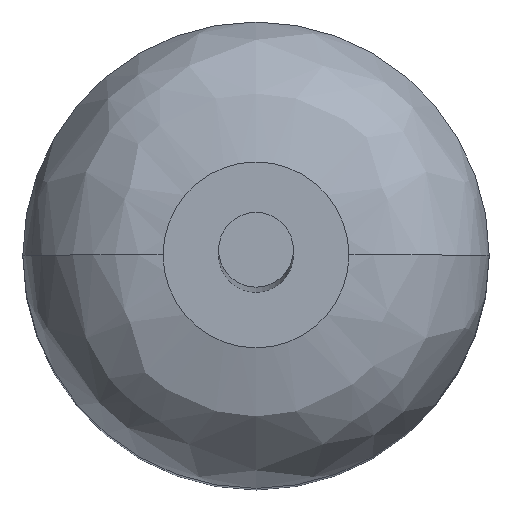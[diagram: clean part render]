
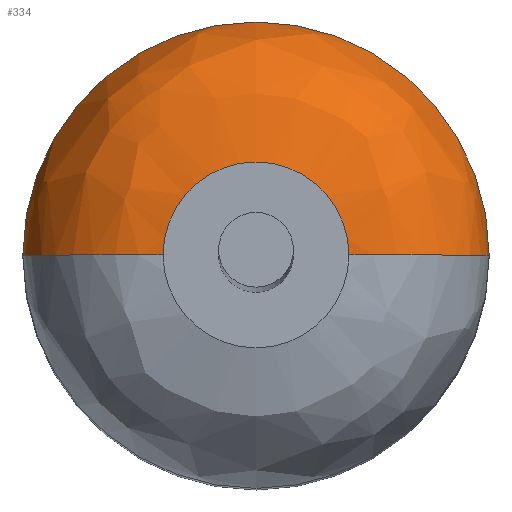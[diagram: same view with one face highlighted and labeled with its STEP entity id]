
A CAD part, top view. The second image highlights one B-rep face of the part: STEP entity #334.
In plain terms, the highlighted free-form (B-spline) face has degree [3, 3] with [7, 4] control points.
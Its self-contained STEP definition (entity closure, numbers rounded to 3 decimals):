
#62=CARTESIAN_POINT('',(0.,0.,5.205));
#63=DIRECTION('',(0.,0.,1.));
#64=DIRECTION('',(1.,0.,0.));
#65=AXIS2_PLACEMENT_3D('',#62,#63,#64);
#67=CARTESIAN_POINT('',(-0.795,0.,4.005));
#68=DIRECTION('',(0.,-1.,0.));
#69=DIRECTION('',(0.,0.,1.));
#70=AXIS2_PLACEMENT_3D('',#67,#68,#69);
#72=CARTESIAN_POINT('',(0.795,0.,4.005));
#73=DIRECTION('',(0.,1.,0.));
#74=DIRECTION('',(0.,0.,1.));
#75=AXIS2_PLACEMENT_3D('',#72,#73,#74);
#77=CARTESIAN_POINT('',(0.,0.,4.005));
#78=DIRECTION('',(0.,0.,1.));
#79=DIRECTION('',(1.,0.,0.));
#80=AXIS2_PLACEMENT_3D('',#77,#78,#79);
#141=CARTESIAN_POINT('',(-0.795,0.,5.205));
#142=CARTESIAN_POINT('',(0.795,0.,5.205));
#143=VERTEX_POINT('',#141);
#144=VERTEX_POINT('',#142);
#145=CARTESIAN_POINT('',(-1.995,0.,4.005));
#146=CARTESIAN_POINT('',(1.995,0.,4.005));
#147=VERTEX_POINT('',#145);
#148=VERTEX_POINT('',#146);
#298=CARTESIAN_POINT('',(1.99,-0.125,3.967));
#299=CARTESIAN_POINT('',(2.014,-0.127,4.705));
#300=CARTESIAN_POINT('',(1.492,-0.094,5.228));
#301=CARTESIAN_POINT('',(0.756,-0.048,
5.204));
#302=CARTESIAN_POINT('',(2.068,1.1,3.967));
#303=CARTESIAN_POINT('',(2.092,1.112,4.705));
#304=CARTESIAN_POINT('',(1.55,0.825,5.228));
#305=CARTESIAN_POINT('',(0.785,0.418,5.204));
#306=CARTESIAN_POINT('',(1.227,1.994,3.967));
#307=CARTESIAN_POINT('',(1.242,2.018,4.705));
#308=CARTESIAN_POINT('',(0.92,1.495,5.228));
#309=CARTESIAN_POINT('',(0.466,0.757,5.204));
#310=CARTESIAN_POINT('',(0.,1.994,3.967));
#311=CARTESIAN_POINT('',(0.,2.018,4.705));
#312=CARTESIAN_POINT('',(0.,1.495,5.228));
#313=CARTESIAN_POINT('',(0.,0.757,
5.204));
#314=CARTESIAN_POINT('',(-1.227,1.994,3.967));
#315=CARTESIAN_POINT('',(-1.242,2.018,4.705));
#316=CARTESIAN_POINT('',(-0.92,1.495,5.228));
#317=CARTESIAN_POINT('',(-0.466,0.757,
5.204));
#318=CARTESIAN_POINT('',(-2.068,1.1,3.967));
#319=CARTESIAN_POINT('',(-2.092,1.112,4.705));
#320=CARTESIAN_POINT('',(-1.55,0.825,5.228));
#321=CARTESIAN_POINT('',(-0.785,0.418,
5.204));
#322=CARTESIAN_POINT('',(-1.99,-0.125,
3.967));
#323=CARTESIAN_POINT('',(-2.014,-0.127,
4.705));
#324=CARTESIAN_POINT('',(-1.492,-0.094,
5.228));
#325=CARTESIAN_POINT('',(-0.756,-0.048,
5.204));
#326=(BOUNDED_SURFACE()B_SPLINE_SURFACE(3,3,((#298,#299,#300,#301),(#302,#303,
#304,#305),(#306,#307,#308,#309),(#310,#311,#312,#313),(#314,#315,#316,#317),(
#318,#319,#320,#321),(#322,#323,#324,#325)),.UNSPECIFIED.,.F.,.F.,.F.)B_SPLINE_SURFACE_WITH_KNOTS((4,3,4),(4,4),(0.,1.,2.),(0.,1.),.UNSPECIFIED.)GEOMETRIC_REPRESENTATION_ITEM()RATIONAL_B_SPLINE_SURFACE(((1.41,
1.113,1.113,1.41),(1.113,
0.879,0.879,1.113),(1.113,
0.879,0.879,1.113),(1.41,
1.113,1.113,1.41),(1.113,
0.879,0.879,1.113),(1.113,
0.879,0.879,1.113),(1.41,
1.113,1.113,1.41)))REPRESENTATION_ITEM('')SURFACE());
#327=ORIENTED_EDGE('',*,*,#250,.T.);
#328=ORIENTED_EDGE('',*,*,#293,.T.);
#330=ORIENTED_EDGE('',*,*,#329,.F.);
#331=ORIENTED_EDGE('',*,*,#289,.F.);
#332=EDGE_LOOP('',(#327,#328,#330,#331));
#333=FACE_OUTER_BOUND('',#332,.F.);
#66=CIRCLE('',#65,0.795);
#71=CIRCLE('',#70,1.2);
#76=CIRCLE('',#75,1.2);
#81=CIRCLE('',#80,1.995);
#250=EDGE_CURVE('',#144,#143,#66,.T.);
#289=EDGE_CURVE('',#144,#148,#76,.T.);
#293=EDGE_CURVE('',#143,#147,#71,.T.);
#329=EDGE_CURVE('',#148,#147,#81,.T.);
#334=ADVANCED_FACE('',(#333),#326,.T.);
